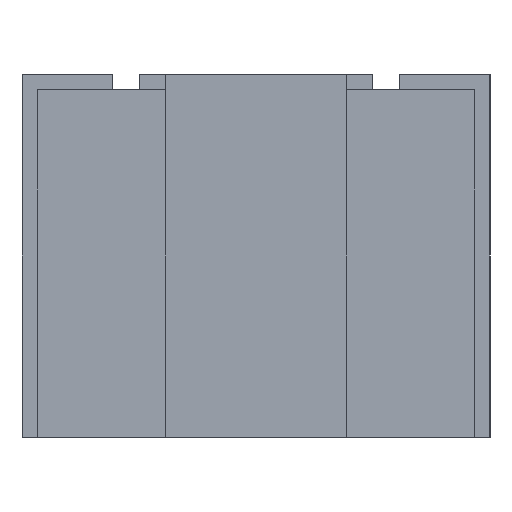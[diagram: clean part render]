
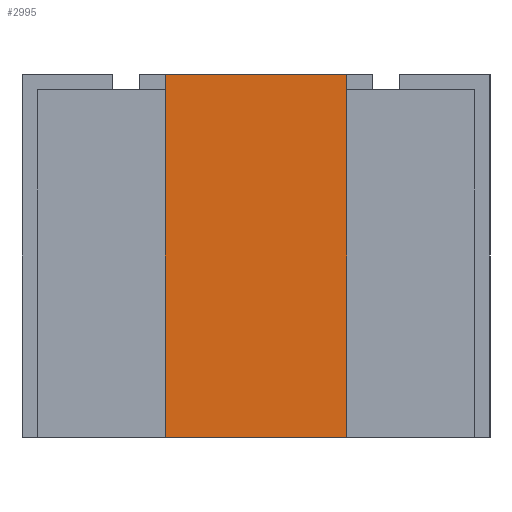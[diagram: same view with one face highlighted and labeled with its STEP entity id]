
A CAD part, left-side view. The second image highlights one B-rep face of the part: STEP entity #2995.
In plain terms, the highlighted planar face has unit normal (-1, 0, 0).
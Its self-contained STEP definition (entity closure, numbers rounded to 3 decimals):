
#1264 = PLANE('',#1265);
#1265 = AXIS2_PLACEMENT_3D('',#1266,#1267,#1268);
#1266 = CARTESIAN_POINT('',(-0.648,0.152,0.));
#1267 = DIRECTION('',(0.,-1.,0.));
#1268 = DIRECTION('',(-1.,0.,0.));
#1318 = PLANE('',#1319);
#1319 = AXIS2_PLACEMENT_3D('',#1320,#1321,#1322);
#1320 = CARTESIAN_POINT('',(-0.8,-0.152,0.));
#1321 = DIRECTION('',(0.,1.,0.));
#1322 = DIRECTION('',(1.,0.,0.));
#1488 = PLANE('',#1489);
#1489 = AXIS2_PLACEMENT_3D('',#1490,#1491,#1492);
#1490 = CARTESIAN_POINT('',(-0.724,0.,0.));
#1491 = DIRECTION('',(0.,0.,1.));
#1492 = DIRECTION('',(1.,0.,-0.));
#2001 = VERTEX_POINT('',#2002);
#2002 = CARTESIAN_POINT('',(-0.8,-0.152,0.));
#2023 = EDGE_CURVE('',#2001,#2024,#2026,.T.);
#2024 = VERTEX_POINT('',#2025);
#2025 = CARTESIAN_POINT('',(-0.8,-0.152,0.61));
#2026 = SURFACE_CURVE('',#2027,(#2031,#2038),.PCURVE_S1.);
#2027 = LINE('',#2028,#2029);
#2028 = CARTESIAN_POINT('',(-0.8,-0.152,0.));
#2029 = VECTOR('',#2030,1.);
#2030 = DIRECTION('',(0.,0.,1.));
#2031 = PCURVE('',#1318,#2032);
#2032 = DEFINITIONAL_REPRESENTATION('',(#2033),#2037);
#2033 = LINE('',#2034,#2035);
#2034 = CARTESIAN_POINT('',(0.,0.));
#2035 = VECTOR('',#2036,1.);
#2036 = DIRECTION('',(0.,-1.));
#2037 = ( GEOMETRIC_REPRESENTATION_CONTEXT(2) 
PARAMETRIC_REPRESENTATION_CONTEXT() REPRESENTATION_CONTEXT('2D SPACE',''
  ) );
#2038 = PCURVE('',#2039,#2044);
#2039 = PLANE('',#2040);
#2040 = AXIS2_PLACEMENT_3D('',#2041,#2042,#2043);
#2041 = CARTESIAN_POINT('',(-0.8,0.152,0.));
#2042 = DIRECTION('',(1.,0.,0.));
#2043 = DIRECTION('',(0.,-1.,0.));
#2044 = DEFINITIONAL_REPRESENTATION('',(#2045),#2049);
#2045 = LINE('',#2046,#2047);
#2046 = CARTESIAN_POINT('',(0.305,0.));
#2047 = VECTOR('',#2048,1.);
#2048 = DIRECTION('',(0.,-1.));
#2049 = ( GEOMETRIC_REPRESENTATION_CONTEXT(2) 
PARAMETRIC_REPRESENTATION_CONTEXT() REPRESENTATION_CONTEXT('2D SPACE',''
  ) );
#2067 = PLANE('',#2068);
#2068 = AXIS2_PLACEMENT_3D('',#2069,#2070,#2071);
#2069 = CARTESIAN_POINT('',(-0.724,0.,0.61));
#2070 = DIRECTION('',(0.,0.,1.));
#2071 = DIRECTION('',(1.,0.,-0.));
#2157 = VERTEX_POINT('',#2158);
#2158 = CARTESIAN_POINT('',(-0.8,0.152,0.61));
#2179 = EDGE_CURVE('',#2180,#2157,#2182,.T.);
#2180 = VERTEX_POINT('',#2181);
#2181 = CARTESIAN_POINT('',(-0.8,0.152,0.));
#2182 = SURFACE_CURVE('',#2183,(#2187,#2194),.PCURVE_S1.);
#2183 = LINE('',#2184,#2185);
#2184 = CARTESIAN_POINT('',(-0.8,0.152,0.));
#2185 = VECTOR('',#2186,1.);
#2186 = DIRECTION('',(0.,0.,1.));
#2187 = PCURVE('',#1264,#2188);
#2188 = DEFINITIONAL_REPRESENTATION('',(#2189),#2193);
#2189 = LINE('',#2190,#2191);
#2190 = CARTESIAN_POINT('',(0.152,0.));
#2191 = VECTOR('',#2192,1.);
#2192 = DIRECTION('',(0.,-1.));
#2193 = ( GEOMETRIC_REPRESENTATION_CONTEXT(2) 
PARAMETRIC_REPRESENTATION_CONTEXT() REPRESENTATION_CONTEXT('2D SPACE',''
  ) );
#2194 = PCURVE('',#2039,#2195);
#2195 = DEFINITIONAL_REPRESENTATION('',(#2196),#2200);
#2196 = LINE('',#2197,#2198);
#2197 = CARTESIAN_POINT('',(0.,0.));
#2198 = VECTOR('',#2199,1.);
#2199 = DIRECTION('',(0.,-1.));
#2200 = ( GEOMETRIC_REPRESENTATION_CONTEXT(2) 
PARAMETRIC_REPRESENTATION_CONTEXT() REPRESENTATION_CONTEXT('2D SPACE',''
  ) );
#2891 = EDGE_CURVE('',#2180,#2001,#2892,.T.);
#2892 = SURFACE_CURVE('',#2893,(#2897,#2904),.PCURVE_S1.);
#2893 = LINE('',#2894,#2895);
#2894 = CARTESIAN_POINT('',(-0.8,0.152,0.));
#2895 = VECTOR('',#2896,1.);
#2896 = DIRECTION('',(0.,-1.,0.));
#2897 = PCURVE('',#1488,#2898);
#2898 = DEFINITIONAL_REPRESENTATION('',(#2899),#2903);
#2899 = LINE('',#2900,#2901);
#2900 = CARTESIAN_POINT('',(-0.076,0.152));
#2901 = VECTOR('',#2902,1.);
#2902 = DIRECTION('',(0.,-1.));
#2903 = ( GEOMETRIC_REPRESENTATION_CONTEXT(2) 
PARAMETRIC_REPRESENTATION_CONTEXT() REPRESENTATION_CONTEXT('2D SPACE',''
  ) );
#2904 = PCURVE('',#2039,#2905);
#2905 = DEFINITIONAL_REPRESENTATION('',(#2906),#2910);
#2906 = LINE('',#2907,#2908);
#2907 = CARTESIAN_POINT('',(0.,0.));
#2908 = VECTOR('',#2909,1.);
#2909 = DIRECTION('',(1.,0.));
#2910 = ( GEOMETRIC_REPRESENTATION_CONTEXT(2) 
PARAMETRIC_REPRESENTATION_CONTEXT() REPRESENTATION_CONTEXT('2D SPACE',''
  ) );
#2975 = EDGE_CURVE('',#2157,#2024,#2976,.T.);
#2976 = SURFACE_CURVE('',#2977,(#2981,#2988),.PCURVE_S1.);
#2977 = LINE('',#2978,#2979);
#2978 = CARTESIAN_POINT('',(-0.8,0.152,0.61));
#2979 = VECTOR('',#2980,1.);
#2980 = DIRECTION('',(0.,-1.,0.));
#2981 = PCURVE('',#2067,#2982);
#2982 = DEFINITIONAL_REPRESENTATION('',(#2983),#2987);
#2983 = LINE('',#2984,#2985);
#2984 = CARTESIAN_POINT('',(-0.076,0.152));
#2985 = VECTOR('',#2986,1.);
#2986 = DIRECTION('',(0.,-1.));
#2987 = ( GEOMETRIC_REPRESENTATION_CONTEXT(2) 
PARAMETRIC_REPRESENTATION_CONTEXT() REPRESENTATION_CONTEXT('2D SPACE',''
  ) );
#2988 = PCURVE('',#2039,#2989);
#2989 = DEFINITIONAL_REPRESENTATION('',(#2990),#2994);
#2990 = LINE('',#2991,#2992);
#2991 = CARTESIAN_POINT('',(0.,-0.61));
#2992 = VECTOR('',#2993,1.);
#2993 = DIRECTION('',(1.,0.));
#2994 = ( GEOMETRIC_REPRESENTATION_CONTEXT(2) 
PARAMETRIC_REPRESENTATION_CONTEXT() REPRESENTATION_CONTEXT('2D SPACE',''
  ) );
#2995 = ADVANCED_FACE('',(#2996),#2039,.F.);
#2996 = FACE_BOUND('',#2997,.F.);
#2997 = EDGE_LOOP('',(#2998,#2999,#3000,#3001));
#2998 = ORIENTED_EDGE('',*,*,#2179,.T.);
#2999 = ORIENTED_EDGE('',*,*,#2975,.T.);
#3000 = ORIENTED_EDGE('',*,*,#2023,.F.);
#3001 = ORIENTED_EDGE('',*,*,#2891,.F.);
